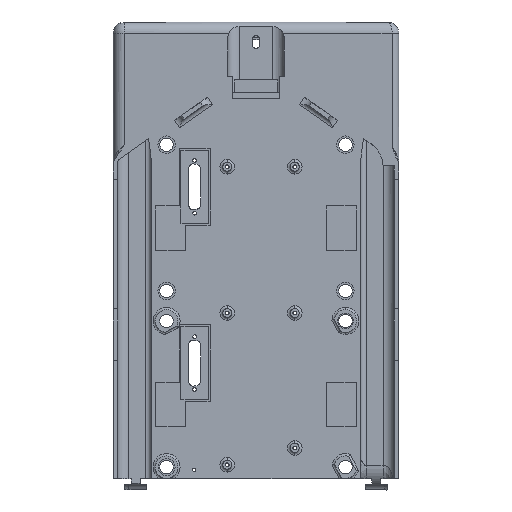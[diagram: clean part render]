
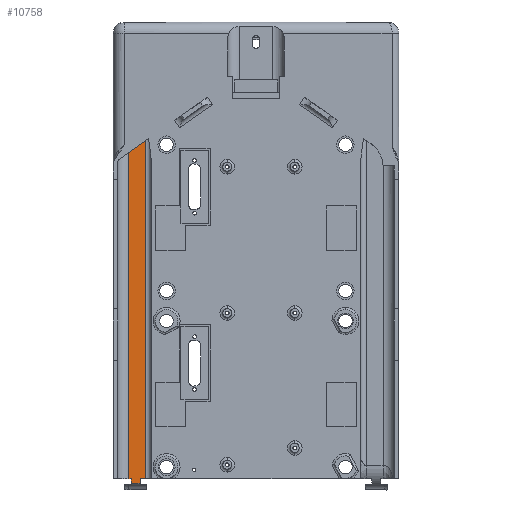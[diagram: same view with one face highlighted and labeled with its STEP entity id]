
A CAD part, front view. The second image highlights one B-rep face of the part: STEP entity #10758.
In plain terms, the highlighted planar face has unit normal (0, -1, 0).
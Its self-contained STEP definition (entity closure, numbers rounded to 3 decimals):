
#795 = VERTEX_POINT ( 'NONE', #32208 ) ;
#842 = VERTEX_POINT ( 'NONE', #32304 ) ;
#978 = VERTEX_POINT ( 'NONE', #30232 ) ;
#1003 = VERTEX_POINT ( 'NONE', #30263 ) ;
#2808 = LINE ( 'NONE', #2888, #25560 ) ;
#2873 = DIRECTION ( 'NONE',  ( 1., 0., 0. ) ) ;
#2888 = CARTESIAN_POINT ( 'NONE',  ( -127., 187.9, 78.456 ) ) ;
#2949 = LINE ( 'NONE', #2970, #25572 ) ;
#2951 = DIRECTION ( 'NONE',  ( 1., 0., 0. ) ) ;
#2970 = CARTESIAN_POINT ( 'NONE',  ( -127., 187.9, 85.038 ) ) ;
#3021 = DIRECTION ( 'NONE',  ( 0., 0., 1. ) ) ;
#3028 = CARTESIAN_POINT ( 'NONE',  ( -103., 187.9, 92.989 ) ) ;
#3035 = LINE ( 'NONE', #3028, #25600 ) ;
#3103 = DIRECTION ( 'NONE',  ( 1., 0., 0. ) ) ;
#3112 = LINE ( 'NONE', #3121, #25606 ) ;
#3121 = CARTESIAN_POINT ( 'NONE',  ( -127., 187.9, -232.011 ) ) ;
#3148 = DIRECTION ( 'NONE',  ( 0., 0., 1. ) ) ;
#3157 = CARTESIAN_POINT ( 'NONE',  ( -89., 187.9, 92.989 ) ) ;
#3169 = LINE ( 'NONE', #3157, #25622 ) ;
#3297 = DIRECTION ( 'NONE',  ( 0., 0., -1. ) ) ;
#3313 = LINE ( 'NONE', #3314, #24578 ) ;
#3314 = CARTESIAN_POINT ( 'NONE',  ( -111., 187.9, 92.989 ) ) ;
#3317 = LINE ( 'NONE', #3319, #24525 ) ;
#3319 = CARTESIAN_POINT ( 'NONE',  ( -127., 187.9, 92.989 ) ) ;
#3320 = DIRECTION ( 'NONE',  ( 1., 0., 0. ) ) ;
#8843 = EDGE_CURVE ( 'NONE', #842, #795, #23581, .T. ) ;
#9001 = EDGE_CURVE ( 'NONE', #1003, #978, #30591, .T. ) ;
#9936 = EDGE_CURVE ( 'NONE', #18052, #18056, #28338, .T. ) ;
#10031 = EDGE_CURVE ( 'NONE', #18145, #18111, #29113, .T. ) ;
#10045 = EDGE_CURVE ( 'NONE', #795, #18083, #27995, .T. ) ;
#10097 = EDGE_CURVE ( 'NONE', #18111, #18110, #2808, .T. ) ;
#10123 = EDGE_CURVE ( 'NONE', #18114, #978, #2949, .T. ) ;
#10133 = EDGE_CURVE ( 'NONE', #18056, #18102, #3035, .T. ) ;
#10161 = EDGE_CURVE ( 'NONE', #18102, #18145, #3112, .T. ) ;
#10167 = EDGE_CURVE ( 'NONE', #18110, #18114, #3169, .T. ) ;
#10193 = EDGE_CURVE ( 'NONE', #18083, #18052, #3313, .T. ) ;
#10203 = EDGE_CURVE ( 'NONE', #842, #1003, #3317, .T. ) ;
#10758 = ADVANCED_FACE ( 'NONE', ( #16231 ), #16263, .F. ) ;
#16231 = FACE_OUTER_BOUND ( 'NONE', #21239, .T. ) ;
#16254 = DIRECTION ( 'NONE',  ( 0., 1., 0. ) ) ;
#16263 = PLANE ( 'NONE',  #25184 ) ;
#16281 = CARTESIAN_POINT ( 'NONE',  ( -127., 187.9, 92.989 ) ) ;
#16284 = DIRECTION ( 'NONE',  ( -1., 0., 0. ) ) ;
#16444 = VECTOR ( 'NONE', #30577, 1000. ) ;
#17463 = VECTOR ( 'NONE', #23557, 1000. ) ;
#18052 = VERTEX_POINT ( 'NONE', #22368 ) ;
#18056 = VERTEX_POINT ( 'NONE', #22378 ) ;
#18083 = VERTEX_POINT ( 'NONE', #22356 ) ;
#18102 = VERTEX_POINT ( 'NONE', #22379 ) ;
#18110 = VERTEX_POINT ( 'NONE', #22406 ) ;
#18111 = VERTEX_POINT ( 'NONE', #22414 ) ;
#18114 = VERTEX_POINT ( 'NONE', #22436 ) ;
#18145 = VERTEX_POINT ( 'NONE', #22427 ) ;
#21239 = EDGE_LOOP ( 'NONE', ( #29541, #29521, #29547, #29493, #29551, #29593, #29584, #29597, #29591, #29586, #29592, #29581 ) ) ;
#22356 = CARTESIAN_POINT ( 'NONE',  ( -111., 187.9, -232.011 ) ) ;
#22368 = CARTESIAN_POINT ( 'NONE',  ( -111., 187.9, -236.011 ) ) ;
#22378 = CARTESIAN_POINT ( 'NONE',  ( -103., 187.9, -236.011 ) ) ;
#22379 = CARTESIAN_POINT ( 'NONE',  ( -103., 187.9, -232.011 ) ) ;
#22406 = CARTESIAN_POINT ( 'NONE',  ( -89., 187.9, 78.456 ) ) ;
#22414 = CARTESIAN_POINT ( 'NONE',  ( -98., 187.9, 78.456 ) ) ;
#22427 = CARTESIAN_POINT ( 'NONE',  ( -98., 187.9, -232.011 ) ) ;
#22436 = CARTESIAN_POINT ( 'NONE',  ( -89., 187.9, 85.038 ) ) ;
#23557 = DIRECTION ( 'NONE',  ( 0., 0., -1. ) ) ;
#23579 = CARTESIAN_POINT ( 'NONE',  ( -113., 187.9, -236.011 ) ) ;
#23581 = LINE ( 'NONE', #23579, #17463 ) ;
#24525 = VECTOR ( 'NONE', #3320, 1000. ) ;
#24578 = VECTOR ( 'NONE', #3297, 1000. ) ;
#25184 = AXIS2_PLACEMENT_3D ( 'NONE', #16281, #16254, #16284 ) ;
#25411 = VECTOR ( 'NONE', #28356, 1000. ) ;
#25431 = VECTOR ( 'NONE', #29151, 1000. ) ;
#25537 = VECTOR ( 'NONE', #27998, 1000. ) ;
#25560 = VECTOR ( 'NONE', #2873, 1000. ) ;
#25572 = VECTOR ( 'NONE', #2951, 1000. ) ;
#25600 = VECTOR ( 'NONE', #3021, 1000. ) ;
#25606 = VECTOR ( 'NONE', #3103, 1000. ) ;
#25622 = VECTOR ( 'NONE', #3148, 1000. ) ;
#27995 = LINE ( 'NONE', #28010, #25537 ) ;
#27998 = DIRECTION ( 'NONE',  ( 1., 0., 0. ) ) ;
#28010 = CARTESIAN_POINT ( 'NONE',  ( -127., 187.9, -232.011 ) ) ;
#28338 = LINE ( 'NONE', #28349, #25411 ) ;
#28349 = CARTESIAN_POINT ( 'NONE',  ( -123., 187.9, -236.011 ) ) ;
#28356 = DIRECTION ( 'NONE',  ( 1., 0., 0. ) ) ;
#29113 = LINE ( 'NONE', #29150, #25431 ) ;
#29150 = CARTESIAN_POINT ( 'NONE',  ( -98., 187.9, 92.989 ) ) ;
#29151 = DIRECTION ( 'NONE',  ( 0., 0., 1. ) ) ;
#29493 = ORIENTED_EDGE ( 'NONE', *, *, #9936, .T. ) ;
#29521 = ORIENTED_EDGE ( 'NONE', *, *, #10045, .T. ) ;
#29541 = ORIENTED_EDGE ( 'NONE', *, *, #8843, .T. ) ;
#29547 = ORIENTED_EDGE ( 'NONE', *, *, #10193, .T. ) ;
#29551 = ORIENTED_EDGE ( 'NONE', *, *, #10133, .T. ) ;
#29581 = ORIENTED_EDGE ( 'NONE', *, *, #10203, .F. ) ;
#29584 = ORIENTED_EDGE ( 'NONE', *, *, #10031, .T. ) ;
#29586 = ORIENTED_EDGE ( 'NONE', *, *, #10123, .T. ) ;
#29591 = ORIENTED_EDGE ( 'NONE', *, *, #10167, .T. ) ;
#29592 = ORIENTED_EDGE ( 'NONE', *, *, #9001, .F. ) ;
#29593 = ORIENTED_EDGE ( 'NONE', *, *, #10161, .T. ) ;
#29597 = ORIENTED_EDGE ( 'NONE', *, *, #10097, .T. ) ;
#30232 = CARTESIAN_POINT ( 'NONE',  ( -66., 187.9, 85.038 ) ) ;
#30263 = CARTESIAN_POINT ( 'NONE',  ( -66., 187.9, 92.989 ) ) ;
#30558 = CARTESIAN_POINT ( 'NONE',  ( -66., 187.9, 92.989 ) ) ;
#30577 = DIRECTION ( 'NONE',  ( 0., 0., -1. ) ) ;
#30591 = LINE ( 'NONE', #30558, #16444 ) ;
#32208 = CARTESIAN_POINT ( 'NONE',  ( -113., 187.9, -232.011 ) ) ;
#32304 = CARTESIAN_POINT ( 'NONE',  ( -113., 187.9, 92.989 ) ) ;
